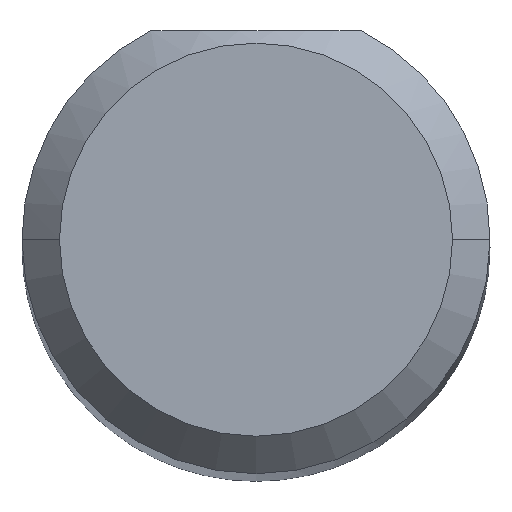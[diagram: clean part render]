
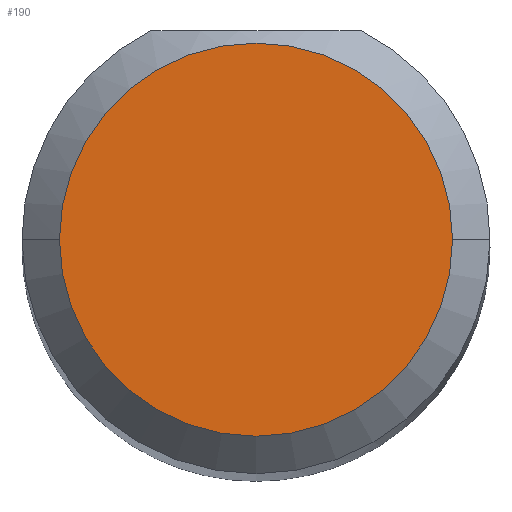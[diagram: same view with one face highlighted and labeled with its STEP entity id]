
A CAD part, top view. The second image highlights one B-rep face of the part: STEP entity #190.
In plain terms, the highlighted planar face has unit normal (0, 0, 1).
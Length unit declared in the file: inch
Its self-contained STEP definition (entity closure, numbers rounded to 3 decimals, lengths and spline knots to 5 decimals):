
#32 = AXIS2_PLACEMENT_3D ( 'NONE', #137, #90, #340 ) ;
#55 = ORIENTED_EDGE ( 'NONE', *, *, #490, .T. ) ;
#90 = DIRECTION ( 'NONE',  ( 0., 0., 1. ) ) ;
#127 = DIRECTION ( 'NONE',  ( 1., 0., 0. ) ) ;
#137 = CARTESIAN_POINT ( 'NONE',  ( 0., 0., 2. ) ) ;
#155 = CARTESIAN_POINT ( 'NONE',  ( 0.07875, 0., 2. ) ) ;
#159 = AXIS2_PLACEMENT_3D ( 'NONE', #170, #373, #127 ) ;
#170 = CARTESIAN_POINT ( 'NONE',  ( 0., 0., 2. ) ) ;
#187 = FACE_OUTER_BOUND ( 'NONE', #308, .T. ) ;
#190 = ADVANCED_FACE ( 'NONE', ( #187 ), #607, .T. ) ;
#207 = CIRCLE ( 'NONE', #237, 0.07875 ) ;
#237 = AXIS2_PLACEMENT_3D ( 'NONE', #549, #499, #344 ) ;
#297 = VERTEX_POINT ( 'NONE', #155 ) ;
#308 = EDGE_LOOP ( 'NONE', ( #613, #55 ) ) ;
#320 = CARTESIAN_POINT ( 'NONE',  ( -0.07875, 0., 2. ) ) ;
#340 = DIRECTION ( 'NONE',  ( 1., 0., 0. ) ) ;
#344 = DIRECTION ( 'NONE',  ( 1., 0., 0. ) ) ;
#358 = VERTEX_POINT ( 'NONE', #320 ) ;
#373 = DIRECTION ( 'NONE',  ( 0., 0., 1. ) ) ;
#433 = EDGE_CURVE ( 'NONE', #358, #297, #451, .T. ) ;
#451 = CIRCLE ( 'NONE', #159, 0.07875 ) ;
#490 = EDGE_CURVE ( 'NONE', #297, #358, #207, .T. ) ;
#499 = DIRECTION ( 'NONE',  ( 0., 0., 1. ) ) ;
#549 = CARTESIAN_POINT ( 'NONE',  ( 0., 0., 2. ) ) ;
#607 = PLANE ( 'NONE',  #32 ) ;
#613 = ORIENTED_EDGE ( 'NONE', *, *, #433, .T. ) ;
